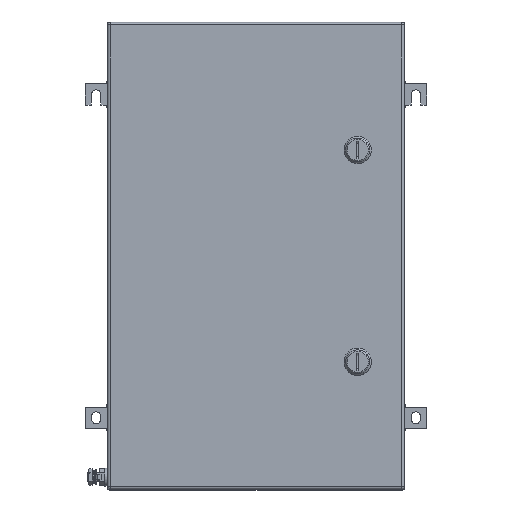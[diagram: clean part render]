
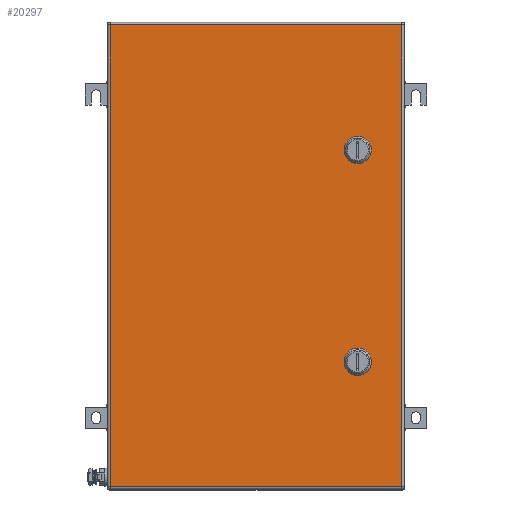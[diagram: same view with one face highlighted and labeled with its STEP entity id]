
A CAD part, top view. The second image highlights one B-rep face of the part: STEP entity #20297.
In plain terms, the highlighted planar face has unit normal (0, 0, 1).
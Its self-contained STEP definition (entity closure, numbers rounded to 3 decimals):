
#20111=AXIS2_PLACEMENT_3D('Circle Axis2P3D',#20109,#20110,$) ;
#20138=AXIS2_PLACEMENT_3D('Plane Axis2P3D',#20135,#20136,#20137) ;
#20183=AXIS2_PLACEMENT_3D('Circle Axis2P3D',#20181,#20182,$) ;
#20197=AXIS2_PLACEMENT_3D('Circle Axis2P3D',#20195,#20196,$) ;
#20211=AXIS2_PLACEMENT_3D('Circle Axis2P3D',#20209,#20210,$) ;
#20233=AXIS2_PLACEMENT_3D('Circle Axis2P3D',#20231,#20232,$) ;
#20249=AXIS2_PLACEMENT_3D('Circle Axis2P3D',#20247,#20248,$) ;
#20263=AXIS2_PLACEMENT_3D('Circle Axis2P3D',#20261,#20262,$) ;
#20277=AXIS2_PLACEMENT_3D('Circle Axis2P3D',#20275,#20276,$) ;
#20106=CARTESIAN_POINT('Vertex',(325.056,389.45,153.5)) ;
#20109=CARTESIAN_POINT('Axis2P3D Location',(320.,399.5,153.5)) ;
#20113=CARTESIAN_POINT('Vertex',(330.05,394.444,153.5)) ;
#20135=CARTESIAN_POINT('Axis2P3D Location',(200.5,275.,153.5)) ;
#20140=CARTESIAN_POINT('Line Origine',(200.5,546.5,153.5)) ;
#20144=CARTESIAN_POINT('Vertex',(372.,546.5,153.5)) ;
#20146=CARTESIAN_POINT('Vertex',(29.,546.5,153.5)) ;
#20149=CARTESIAN_POINT('Line Origine',(29.,275.,153.5)) ;
#20153=CARTESIAN_POINT('Vertex',(29.,3.5,153.5)) ;
#20156=CARTESIAN_POINT('Line Origine',(200.5,3.5,153.5)) ;
#20160=CARTESIAN_POINT('Vertex',(372.,3.5,153.5)) ;
#20163=CARTESIAN_POINT('Line Origine',(372.,275.,153.5)) ;
#20174=CARTESIAN_POINT('Line Origine',(320.,389.45,153.5)) ;
#20178=CARTESIAN_POINT('Vertex',(314.944,389.45,153.5)) ;
#20181=CARTESIAN_POINT('Axis2P3D Location',(320.,399.5,153.5)) ;
#20185=CARTESIAN_POINT('Vertex',(309.95,394.444,153.5)) ;
#20188=CARTESIAN_POINT('Line Origine',(309.95,399.5,153.5)) ;
#20192=CARTESIAN_POINT('Vertex',(309.95,404.556,153.5)) ;
#20195=CARTESIAN_POINT('Axis2P3D Location',(320.,399.5,153.5)) ;
#20199=CARTESIAN_POINT('Vertex',(314.944,409.55,153.5)) ;
#20202=CARTESIAN_POINT('Line Origine',(320.,409.55,153.5)) ;
#20206=CARTESIAN_POINT('Vertex',(325.056,409.55,153.5)) ;
#20209=CARTESIAN_POINT('Axis2P3D Location',(320.,399.5,153.5)) ;
#20213=CARTESIAN_POINT('Vertex',(330.05,404.556,153.5)) ;
#20216=CARTESIAN_POINT('Line Origine',(330.05,399.5,153.5)) ;
#20231=CARTESIAN_POINT('Axis2P3D Location',(320.,150.5,153.5)) ;
#20235=CARTESIAN_POINT('Vertex',(325.056,140.45,153.5)) ;
#20237=CARTESIAN_POINT('Vertex',(330.05,145.444,153.5)) ;
#20240=CARTESIAN_POINT('Line Origine',(320.,140.45,153.5)) ;
#20244=CARTESIAN_POINT('Vertex',(314.944,140.45,153.5)) ;
#20247=CARTESIAN_POINT('Axis2P3D Location',(320.,150.5,153.5)) ;
#20251=CARTESIAN_POINT('Vertex',(309.95,145.444,153.5)) ;
#20254=CARTESIAN_POINT('Line Origine',(309.95,150.5,153.5)) ;
#20258=CARTESIAN_POINT('Vertex',(309.95,155.556,153.5)) ;
#20261=CARTESIAN_POINT('Axis2P3D Location',(320.,150.5,153.5)) ;
#20265=CARTESIAN_POINT('Vertex',(314.944,160.55,153.5)) ;
#20268=CARTESIAN_POINT('Line Origine',(320.,160.55,153.5)) ;
#20272=CARTESIAN_POINT('Vertex',(325.056,160.55,153.5)) ;
#20275=CARTESIAN_POINT('Axis2P3D Location',(320.,150.5,153.5)) ;
#20279=CARTESIAN_POINT('Vertex',(330.05,155.556,153.5)) ;
#20282=CARTESIAN_POINT('Line Origine',(330.05,150.5,153.5)) ;
#20110=DIRECTION('Axis2P3D Direction',(0.,0.,1.)) ;
#20136=DIRECTION('Axis2P3D Direction',(0.,0.,1.)) ;
#20137=DIRECTION('Axis2P3D XDirection',(1.,0.,0.)) ;
#20141=DIRECTION('Vector Direction',(1.,0.,0.)) ;
#20150=DIRECTION('Vector Direction',(0.,-1.,0.)) ;
#20157=DIRECTION('Vector Direction',(1.,0.,0.)) ;
#20164=DIRECTION('Vector Direction',(0.,1.,0.)) ;
#20175=DIRECTION('Vector Direction',(1.,0.,0.)) ;
#20182=DIRECTION('Axis2P3D Direction',(0.,0.,1.)) ;
#20189=DIRECTION('Vector Direction',(0.,1.,0.)) ;
#20196=DIRECTION('Axis2P3D Direction',(0.,0.,1.)) ;
#20203=DIRECTION('Vector Direction',(1.,0.,0.)) ;
#20210=DIRECTION('Axis2P3D Direction',(0.,0.,1.)) ;
#20217=DIRECTION('Vector Direction',(0.,-1.,0.)) ;
#20232=DIRECTION('Axis2P3D Direction',(0.,0.,1.)) ;
#20241=DIRECTION('Vector Direction',(1.,0.,0.)) ;
#20248=DIRECTION('Axis2P3D Direction',(0.,0.,1.)) ;
#20255=DIRECTION('Vector Direction',(0.,1.,0.)) ;
#20262=DIRECTION('Axis2P3D Direction',(0.,0.,1.)) ;
#20269=DIRECTION('Vector Direction',(1.,0.,0.)) ;
#20276=DIRECTION('Axis2P3D Direction',(0.,0.,1.)) ;
#20283=DIRECTION('Vector Direction',(0.,-1.,0.)) ;
#20142=VECTOR('Line Direction',#20141,1.) ;
#20151=VECTOR('Line Direction',#20150,1.) ;
#20158=VECTOR('Line Direction',#20157,1.) ;
#20165=VECTOR('Line Direction',#20164,1.) ;
#20176=VECTOR('Line Direction',#20175,1.) ;
#20190=VECTOR('Line Direction',#20189,1.) ;
#20204=VECTOR('Line Direction',#20203,1.) ;
#20218=VECTOR('Line Direction',#20217,1.) ;
#20242=VECTOR('Line Direction',#20241,1.) ;
#20256=VECTOR('Line Direction',#20255,1.) ;
#20270=VECTOR('Line Direction',#20269,1.) ;
#20284=VECTOR('Line Direction',#20283,1.) ;
#20169=ORIENTED_EDGE('',*,*,#20148,.T.) ;
#20170=ORIENTED_EDGE('',*,*,#20155,.T.) ;
#20171=ORIENTED_EDGE('',*,*,#20162,.T.) ;
#20172=ORIENTED_EDGE('',*,*,#20167,.T.) ;
#20222=ORIENTED_EDGE('',*,*,#20180,.F.) ;
#20223=ORIENTED_EDGE('',*,*,#20187,.F.) ;
#20224=ORIENTED_EDGE('',*,*,#20194,.T.) ;
#20225=ORIENTED_EDGE('',*,*,#20201,.F.) ;
#20226=ORIENTED_EDGE('',*,*,#20208,.T.) ;
#20227=ORIENTED_EDGE('',*,*,#20215,.F.) ;
#20228=ORIENTED_EDGE('',*,*,#20220,.T.) ;
#20229=ORIENTED_EDGE('',*,*,#20115,.F.) ;
#20288=ORIENTED_EDGE('',*,*,#20239,.F.) ;
#20289=ORIENTED_EDGE('',*,*,#20246,.F.) ;
#20290=ORIENTED_EDGE('',*,*,#20253,.F.) ;
#20291=ORIENTED_EDGE('',*,*,#20260,.T.) ;
#20292=ORIENTED_EDGE('',*,*,#20267,.F.) ;
#20293=ORIENTED_EDGE('',*,*,#20274,.T.) ;
#20294=ORIENTED_EDGE('',*,*,#20281,.F.) ;
#20295=ORIENTED_EDGE('',*,*,#20286,.T.) ;
#20230=FACE_BOUND('',#20221,.T.) ;
#20296=FACE_BOUND('',#20287,.T.) ;
#20297=ADVANCED_FACE('ZUB_KTB_QL_553515_0GP_AllCATPart.1\\ZUB_DE_KTB_QL.1\\DE_KTB_MH_PART_MASTER.1\\Koerper.2',(#20173,#20230,#20296),#20139,.T.) ;
#20112=CIRCLE('generated circle',#20111,11.25) ;
#20184=CIRCLE('generated circle',#20183,11.25) ;
#20198=CIRCLE('generated circle',#20197,11.25) ;
#20212=CIRCLE('generated circle',#20211,11.25) ;
#20234=CIRCLE('generated circle',#20233,11.25) ;
#20250=CIRCLE('generated circle',#20249,11.25) ;
#20264=CIRCLE('generated circle',#20263,11.25) ;
#20278=CIRCLE('generated circle',#20277,11.25) ;
#20115=EDGE_CURVE('',#20107,#20114,#20112,.T.) ;
#20148=EDGE_CURVE('',#20145,#20147,#20143,.F.) ;
#20155=EDGE_CURVE('',#20147,#20154,#20152,.T.) ;
#20162=EDGE_CURVE('',#20154,#20161,#20159,.T.) ;
#20167=EDGE_CURVE('',#20161,#20145,#20166,.T.) ;
#20180=EDGE_CURVE('',#20179,#20107,#20177,.T.) ;
#20187=EDGE_CURVE('',#20186,#20179,#20184,.T.) ;
#20194=EDGE_CURVE('',#20186,#20193,#20191,.T.) ;
#20201=EDGE_CURVE('',#20200,#20193,#20198,.T.) ;
#20208=EDGE_CURVE('',#20200,#20207,#20205,.T.) ;
#20215=EDGE_CURVE('',#20214,#20207,#20212,.T.) ;
#20220=EDGE_CURVE('',#20214,#20114,#20219,.T.) ;
#20239=EDGE_CURVE('',#20236,#20238,#20234,.T.) ;
#20246=EDGE_CURVE('',#20245,#20236,#20243,.T.) ;
#20253=EDGE_CURVE('',#20252,#20245,#20250,.T.) ;
#20260=EDGE_CURVE('',#20252,#20259,#20257,.T.) ;
#20267=EDGE_CURVE('',#20266,#20259,#20264,.T.) ;
#20274=EDGE_CURVE('',#20266,#20273,#20271,.T.) ;
#20281=EDGE_CURVE('',#20280,#20273,#20278,.T.) ;
#20286=EDGE_CURVE('',#20280,#20238,#20285,.T.) ;
#20168=EDGE_LOOP('',(#20169,#20170,#20171,#20172)) ;
#20221=EDGE_LOOP('',(#20222,#20223,#20224,#20225,#20226,#20227,#20228,#20229)) ;
#20287=EDGE_LOOP('',(#20288,#20289,#20290,#20291,#20292,#20293,#20294,#20295)) ;
#20173=FACE_OUTER_BOUND('',#20168,.T.) ;
#20143=LINE('Line',#20140,#20142) ;
#20152=LINE('Line',#20149,#20151) ;
#20159=LINE('Line',#20156,#20158) ;
#20166=LINE('Line',#20163,#20165) ;
#20177=LINE('Line',#20174,#20176) ;
#20191=LINE('Line',#20188,#20190) ;
#20205=LINE('Line',#20202,#20204) ;
#20219=LINE('Line',#20216,#20218) ;
#20243=LINE('Line',#20240,#20242) ;
#20257=LINE('Line',#20254,#20256) ;
#20271=LINE('Line',#20268,#20270) ;
#20285=LINE('Line',#20282,#20284) ;
#20139=PLANE('',#20138) ;
#20107=VERTEX_POINT('',#20106) ;
#20114=VERTEX_POINT('',#20113) ;
#20145=VERTEX_POINT('',#20144) ;
#20147=VERTEX_POINT('',#20146) ;
#20154=VERTEX_POINT('',#20153) ;
#20161=VERTEX_POINT('',#20160) ;
#20179=VERTEX_POINT('',#20178) ;
#20186=VERTEX_POINT('',#20185) ;
#20193=VERTEX_POINT('',#20192) ;
#20200=VERTEX_POINT('',#20199) ;
#20207=VERTEX_POINT('',#20206) ;
#20214=VERTEX_POINT('',#20213) ;
#20236=VERTEX_POINT('',#20235) ;
#20238=VERTEX_POINT('',#20237) ;
#20245=VERTEX_POINT('',#20244) ;
#20252=VERTEX_POINT('',#20251) ;
#20259=VERTEX_POINT('',#20258) ;
#20266=VERTEX_POINT('',#20265) ;
#20273=VERTEX_POINT('',#20272) ;
#20280=VERTEX_POINT('',#20279) ;
